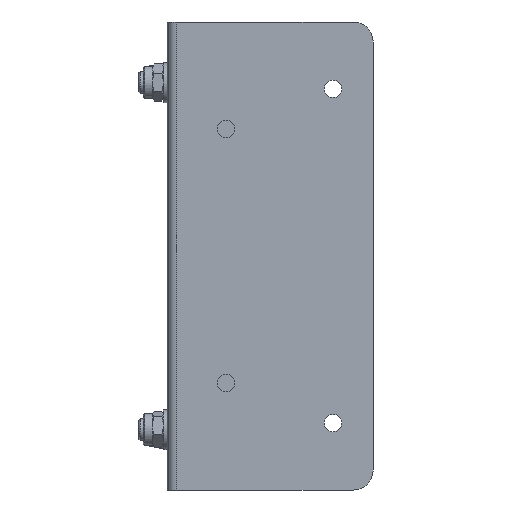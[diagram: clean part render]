
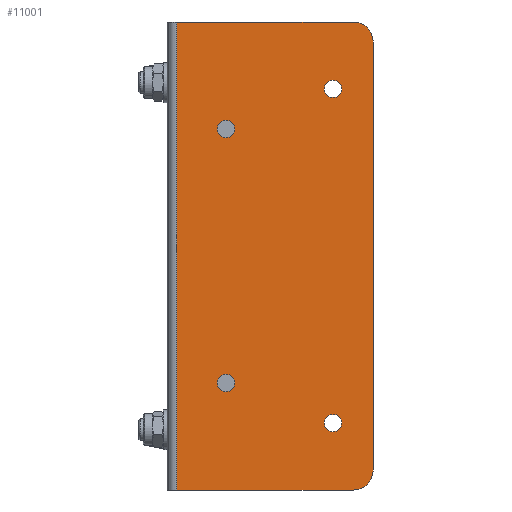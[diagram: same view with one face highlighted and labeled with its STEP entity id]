
A CAD part, left-side view. The second image highlights one B-rep face of the part: STEP entity #11001.
In plain terms, the highlighted planar face has unit normal (-1, 0, 0).
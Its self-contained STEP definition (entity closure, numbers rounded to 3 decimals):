
#1241=LINE('',#17387,#2165);
#1255=LINE('',#17427,#2179);
#1259=LINE('',#17450,#2183);
#1262=LINE('',#17458,#2186);
#2165=VECTOR('',#13961,10.);
#2179=VECTOR('',#13993,10.);
#2183=VECTOR('',#14019,10.);
#2186=VECTOR('',#14028,10.);
#2856=FACE_BOUND('',#3868,.T.);
#2857=FACE_BOUND('',#3869,.T.);
#2858=FACE_BOUND('',#3870,.T.);
#2859=FACE_BOUND('',#3871,.T.);
#3223=FACE_OUTER_BOUND('',#3867,.T.);
#3867=EDGE_LOOP('',(#8911,#8912,#8913,#8914,#8915,#8916));
#3868=EDGE_LOOP('',(#8917));
#3869=EDGE_LOOP('',(#8918));
#3870=EDGE_LOOP('',(#8919,#8920));
#3871=EDGE_LOOP('',(#8921,#8922));
#4493=CIRCLE('',#11951,15.);
#4494=CIRCLE('',#11954,15.);
#4495=CIRCLE('',#11955,6.5);
#4496=CIRCLE('',#11956,6.5);
#4497=CIRCLE('',#11957,6.5);
#4498=CIRCLE('',#11958,6.5);
#4499=CIRCLE('',#11959,6.5);
#4500=CIRCLE('',#11960,6.5);
#5139=VERTEX_POINT('',#17383);
#5141=VERTEX_POINT('',#17386);
#5150=VERTEX_POINT('',#17407);
#5158=VERTEX_POINT('',#17425);
#5167=VERTEX_POINT('',#17452);
#5168=VERTEX_POINT('',#17456);
#5169=VERTEX_POINT('',#17461);
#5170=VERTEX_POINT('',#17463);
#5171=VERTEX_POINT('',#17465);
#5172=VERTEX_POINT('',#17466);
#5173=VERTEX_POINT('',#17469);
#5174=VERTEX_POINT('',#17470);
#6476=EDGE_CURVE('',#5141,#5139,#1241,.T.);
#6498=EDGE_CURVE('',#5150,#5158,#1255,.T.);
#6510=EDGE_CURVE('',#5158,#5141,#1259,.T.);
#6511=EDGE_CURVE('',#5150,#5167,#4493,.T.);
#6514=EDGE_CURVE('',#5168,#5167,#1262,.T.);
#6515=EDGE_CURVE('',#5168,#5139,#4494,.T.);
#6516=EDGE_CURVE('',#5169,#5169,#4495,.T.);
#6517=EDGE_CURVE('',#5170,#5170,#4496,.T.);
#6518=EDGE_CURVE('',#5171,#5172,#4497,.T.);
#6519=EDGE_CURVE('',#5172,#5171,#4498,.T.);
#6520=EDGE_CURVE('',#5173,#5174,#4499,.T.);
#6521=EDGE_CURVE('',#5174,#5173,#4500,.T.);
#8911=ORIENTED_EDGE('',*,*,#6515,.F.);
#8912=ORIENTED_EDGE('',*,*,#6514,.T.);
#8913=ORIENTED_EDGE('',*,*,#6511,.F.);
#8914=ORIENTED_EDGE('',*,*,#6498,.T.);
#8915=ORIENTED_EDGE('',*,*,#6510,.T.);
#8916=ORIENTED_EDGE('',*,*,#6476,.T.);
#8917=ORIENTED_EDGE('',*,*,#6516,.T.);
#8918=ORIENTED_EDGE('',*,*,#6517,.T.);
#8919=ORIENTED_EDGE('',*,*,#6518,.T.);
#8920=ORIENTED_EDGE('',*,*,#6519,.T.);
#8921=ORIENTED_EDGE('',*,*,#6520,.T.);
#8922=ORIENTED_EDGE('',*,*,#6521,.T.);
#10462=PLANE('',#11953);
#11001=ADVANCED_FACE('',(#3223,#2856,#2857,#2858,#2859),#10462,.T.);
#11951=AXIS2_PLACEMENT_3D('',#17453,#14022,#14023);
#11953=AXIS2_PLACEMENT_3D('',#17459,#14029,#14030);
#11954=AXIS2_PLACEMENT_3D('',#17460,#14031,#14032);
#11955=AXIS2_PLACEMENT_3D('',#17462,#14033,#14034);
#11956=AXIS2_PLACEMENT_3D('',#17464,#14035,#14036);
#11957=AXIS2_PLACEMENT_3D('',#17467,#14037,#14038);
#11958=AXIS2_PLACEMENT_3D('',#17468,#14039,#14040);
#11959=AXIS2_PLACEMENT_3D('',#17471,#14041,#14042);
#11960=AXIS2_PLACEMENT_3D('',#17472,#14043,#14044);
#13961=DIRECTION('',(0.,-1.,0.));
#13993=DIRECTION('',(0.,1.,0.));
#14019=DIRECTION('',(0.,0.,-1.));
#14022=DIRECTION('center_axis',(1.,0.,0.));
#14023=DIRECTION('ref_axis',(0.,-0.707,0.707));
#14028=DIRECTION('',(0.,0.,1.));
#14029=DIRECTION('center_axis',(-1.,0.,0.));
#14030=DIRECTION('ref_axis',(0.,0.,1.));
#14031=DIRECTION('center_axis',(1.,0.,0.));
#14032=DIRECTION('ref_axis',(0.,-0.707,-0.707));
#14033=DIRECTION('center_axis',(1.,0.,0.));
#14034=DIRECTION('ref_axis',(0.,0.,-1.));
#14035=DIRECTION('center_axis',(1.,0.,0.));
#14036=DIRECTION('ref_axis',(0.,0.,-1.));
#14037=DIRECTION('center_axis',(1.,0.,0.));
#14038=DIRECTION('ref_axis',(0.,0.,1.));
#14039=DIRECTION('center_axis',(1.,0.,0.));
#14040=DIRECTION('ref_axis',(0.,0.,1.));
#14041=DIRECTION('center_axis',(1.,0.,0.));
#14042=DIRECTION('ref_axis',(0.,0.,1.));
#14043=DIRECTION('center_axis',(1.,0.,0.));
#14044=DIRECTION('ref_axis',(0.,0.,1.));
#17383=CARTESIAN_POINT('',(-46.5,-60.,-175.));
#17386=CARTESIAN_POINT('',(-46.5,72.,-175.));
#17387=CARTESIAN_POINT('',(-46.5,79.,-175.));
#17407=CARTESIAN_POINT('',(-46.5,-60.,175.));
#17425=CARTESIAN_POINT('',(-46.5,72.,175.));
#17427=CARTESIAN_POINT('',(-46.5,79.,175.));
#17450=CARTESIAN_POINT('',(-46.5,72.,-87.5));
#17452=CARTESIAN_POINT('',(-46.5,-75.,160.));
#17453=CARTESIAN_POINT('Origin',(-46.5,-60.,160.));
#17456=CARTESIAN_POINT('',(-46.5,-75.,-160.));
#17458=CARTESIAN_POINT('',(-46.5,-75.,-175.));
#17459=CARTESIAN_POINT('Origin',(-46.5,-75.,-175.));
#17460=CARTESIAN_POINT('Origin',(-46.5,-60.,-160.));
#17461=CARTESIAN_POINT('',(-46.5,35.,101.5));
#17462=CARTESIAN_POINT('Origin',(-46.5,35.,95.));
#17463=CARTESIAN_POINT('',(-46.5,35.,-88.5));
#17464=CARTESIAN_POINT('Origin',(-46.5,35.,-95.));
#17465=CARTESIAN_POINT('',(-46.5,-45.,131.5));
#17466=CARTESIAN_POINT('',(-46.5,-45.,118.5));
#17467=CARTESIAN_POINT('Origin',(-46.5,-45.,125.));
#17468=CARTESIAN_POINT('Origin',(-46.5,-45.,125.));
#17469=CARTESIAN_POINT('',(-46.5,-45.,-118.5));
#17470=CARTESIAN_POINT('',(-46.5,-45.,-131.5));
#17471=CARTESIAN_POINT('Origin',(-46.5,-45.,-125.));
#17472=CARTESIAN_POINT('Origin',(-46.5,-45.,-125.));
